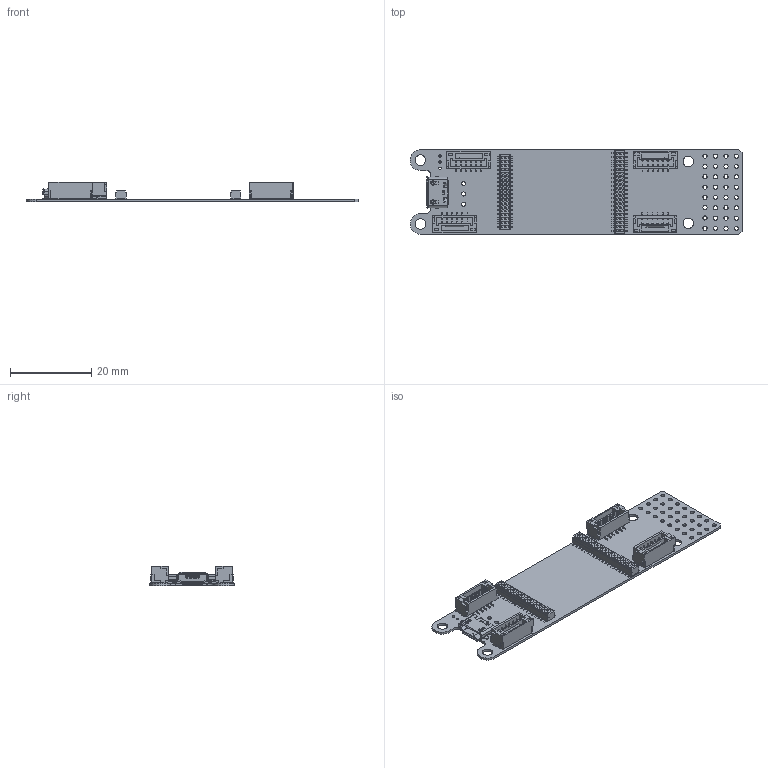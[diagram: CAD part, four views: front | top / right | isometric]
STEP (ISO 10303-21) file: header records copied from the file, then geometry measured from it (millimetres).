
FILE_DESCRIPTION(('KiCad electronic assembly'),'2;1');
FILE_NAME('mRo_M10062B_Zero_OEM_Carrier_Demo2.step', '2022-04-14T14:27:34',('Pcbnew'),('Kicad'), 'Open CASCADE STEP processor 7.5','KiCad to STEP converter','Unknown' );
FILE_SCHEMA(('AUTOMOTIVE_DESIGN { 1 0 10303 214 1 1 1 1 }'));
Length unit declared in the file: millimetre
Products named in the file (10): mRo_M10062B_Zero_OEM_Carrier_Demo2 1; JST_GH_BM06B-GHS-TBT_1x06-1MP_P1.25mm_Vertical; SOLID; CLM-118-02-F-D; COMPOUND; CLM-120-02-F-D; USB_Micro-B_Molex_47346-0001; mRo_M10062B_Zero_OEM_Carrier_Demo2 PCB
Assembly tree (12 placements, depth 3):
  mRo_M10062B_Zero_OEM_Carrier_Demo2 1
    JST_GH_BM06B-GHS-TBT_1x06-1MP_P1.25mm_Vertical  x4
      SOLID
    CLM-118-02-F-D
      COMPOUND
    CLM-120-02-F-D
      COMPOUND
    USB_Micro-B_Molex_47346-0001
      SOLID
    mRo_M10062B_Zero_OEM_Carrier_Demo2 PCB
Bounding box: 81.63 x 20.8 x 4.85 mm (x, y, z)
Volume: 1571.2 mm3; surface area: 5957.4 mm2
Topology: 10 solids, 10 shells, 3208 faces, 8858 edges, 5766 vertices
Faces by surface type: bspline 3148, cylinder 46, plane 14
Full cylindrical faces by diameter (mm): 0.6 x3, 1.016 x35, 2.6 x4
Entity records: 151127 total; most frequent: CARTESIAN_POINT 57648, B_SPLINE_CURVE_WITH_KNOTS 18389, ORIENTED_EDGE 13406, PCURVE 13406, DEFINITIONAL_REPRESENTATION 13406, EDGE_CURVE 6703, SURFACE_CURVE 6661, VERTEX_POINT 4344
